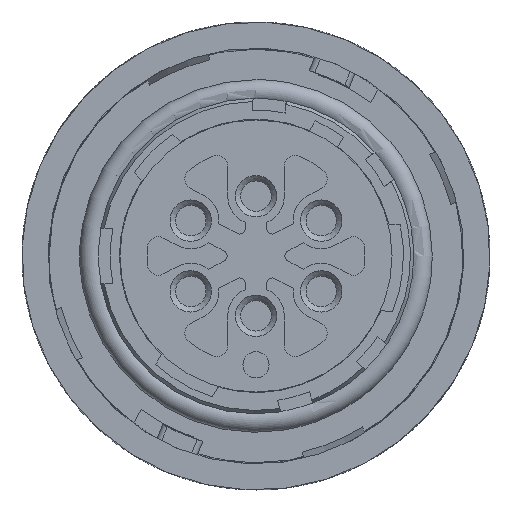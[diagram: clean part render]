
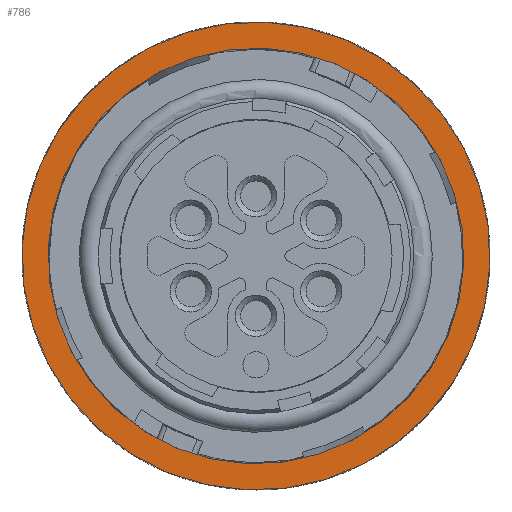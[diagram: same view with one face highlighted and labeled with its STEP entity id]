
A CAD part, left-side view. The second image highlights one B-rep face of the part: STEP entity #786.
In plain terms, the highlighted planar face has unit normal (-1, 0, 0).
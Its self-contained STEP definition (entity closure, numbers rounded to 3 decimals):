
#100=FACE_BOUND('',#1821,.T.);
#101=FACE_BOUND('',#1822,.T.);
#786=ADVANCED_FACE('',(#100,#101),#1112,.T.);
#1112=PLANE('',#7547);
#1821=EDGE_LOOP('',(#3216));
#1822=EDGE_LOOP('',(#3217));
#2246=CIRCLE('',#7544,19.1);
#2247=CIRCLE('',#7546,21.5);
#3216=ORIENTED_EDGE('',*,*,#5669,.T.);
#3217=ORIENTED_EDGE('',*,*,#5670,.F.);
#4837=VERTEX_POINT('',#12378);
#4838=VERTEX_POINT('',#12381);
#5669=EDGE_CURVE('',#4837,#4837,#2246,.T.);
#5670=EDGE_CURVE('',#4838,#4838,#2247,.T.);
#7544=AXIS2_PLACEMENT_3D('',#12377,#8687,#8688);
#7546=AXIS2_PLACEMENT_3D('',#12380,#8691,#8692);
#7547=AXIS2_PLACEMENT_3D('',#12382,#8693,#8694);
#8687=DIRECTION('',(1.,0.,0.));
#8688=DIRECTION('',(0.,0.924,0.382));
#8691=DIRECTION('',(1.,0.,0.));
#8692=DIRECTION('',(0.,0.924,0.382));
#8693=DIRECTION('',(-1.,0.,0.));
#8694=DIRECTION('',(0.,0.924,0.382));
#12377=CARTESIAN_POINT('',(-54.759,7.674,0.));
#12378=CARTESIAN_POINT('',(-54.759,25.327,7.293));
#12380=CARTESIAN_POINT('',(-54.759,7.674,0.));
#12381=CARTESIAN_POINT('',(-54.759,27.545,8.21));
#12382=CARTESIAN_POINT('',(-54.759,-23.122,12.603));
